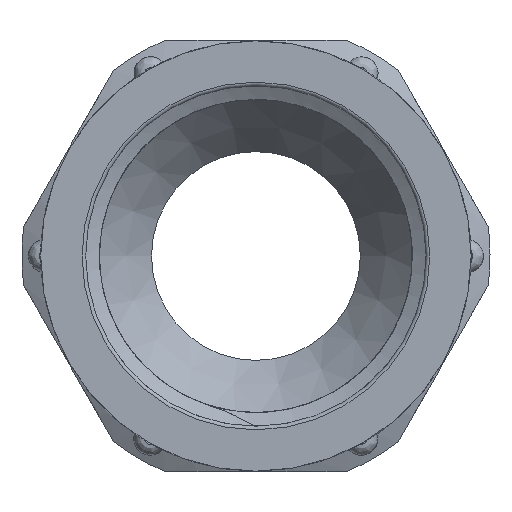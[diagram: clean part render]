
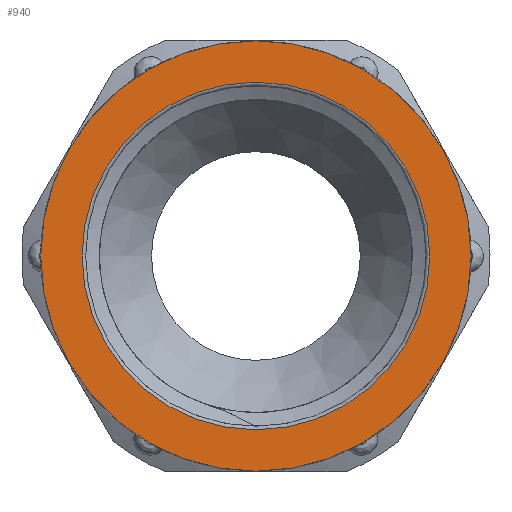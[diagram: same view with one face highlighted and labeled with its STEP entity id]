
A CAD part, left-side view. The second image highlights one B-rep face of the part: STEP entity #940.
In plain terms, the highlighted planar face has unit normal (-1, 0, 0).
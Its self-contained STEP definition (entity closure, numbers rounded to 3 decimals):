
#37=FACE_BOUND('',#278,.T.);
#159=PLANE('',#1041);
#213=FACE_OUTER_BOUND('',#277,.T.);
#277=EDGE_LOOP('',(#872));
#278=EDGE_LOOP('',(#873));
#302=CIRCLE('',#982,11.96);
#331=CIRCLE('',#1040,9.661);
#412=VERTEX_POINT('',#1708);
#469=VERTEX_POINT('',#4250);
#519=EDGE_CURVE('',#412,#412,#302,.T.);
#606=EDGE_CURVE('',#469,#469,#331,.T.);
#872=ORIENTED_EDGE('',*,*,#519,.F.);
#873=ORIENTED_EDGE('',*,*,#606,.T.);
#940=ADVANCED_FACE('',(#213,#37),#159,.T.);
#982=AXIS2_PLACEMENT_3D('',#1709,#1121,#1122);
#1040=AXIS2_PLACEMENT_3D('',#4251,#1264,#1265);
#1041=AXIS2_PLACEMENT_3D('',#4252,#1266,#1267);
#1121=DIRECTION('center_axis',(1.,0.,0.));
#1122=DIRECTION('ref_axis',(0.,0.,-1.));
#1264=DIRECTION('center_axis',(1.,0.,0.));
#1265=DIRECTION('ref_axis',(0.,0.,-1.));
#1266=DIRECTION('center_axis',(-1.,0.,0.));
#1267=DIRECTION('ref_axis',(0.,0.,1.));
#1708=CARTESIAN_POINT('',(-24.,11.96,0.));
#1709=CARTESIAN_POINT('Origin',(-24.,0.,0.));
#4250=CARTESIAN_POINT('',(-24.,9.661,0.));
#4251=CARTESIAN_POINT('Origin',(-24.,0.,0.));
#4252=CARTESIAN_POINT('Origin',(-24.,11.96,0.));
